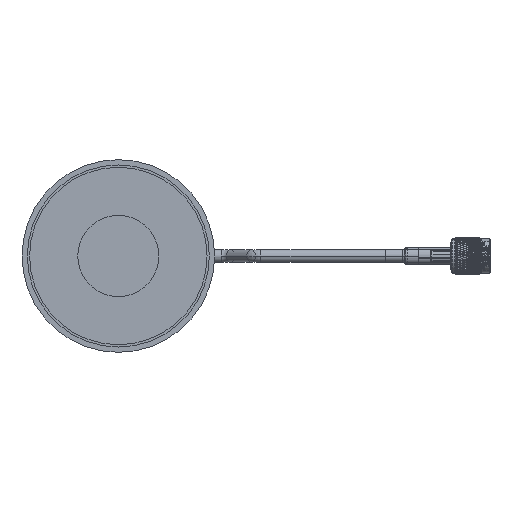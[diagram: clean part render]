
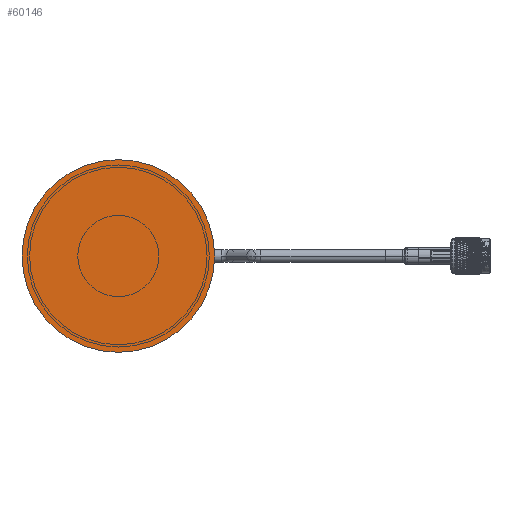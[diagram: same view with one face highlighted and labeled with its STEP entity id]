
A CAD part, front view. The second image highlights one B-rep face of the part: STEP entity #60146.
In plain terms, the highlighted planar face has unit normal (0, -1, 0).
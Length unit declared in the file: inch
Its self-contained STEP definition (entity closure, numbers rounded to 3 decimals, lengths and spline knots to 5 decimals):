
#1261 = EDGE_LOOP ( 'NONE', ( #23389, #68953 ) ) ;
#5178 = CARTESIAN_POINT ( 'NONE',  ( 0., -0.00984, -1.49606 ) ) ;
#8076 = CARTESIAN_POINT ( 'NONE',  ( 0., -0.00984, 0. ) ) ;
#14238 = DIRECTION ( 'NONE',  ( 0., 0., 1. ) ) ;
#18916 = CARTESIAN_POINT ( 'NONE',  ( 0., -0.00984, 1.49606 ) ) ;
#23389 = ORIENTED_EDGE ( 'NONE', *, *, #98493, .F. ) ;
#33352 = CIRCLE ( 'NONE', #64365, 1.49606 ) ;
#34742 = DIRECTION ( 'NONE',  ( 0., 0., -1. ) ) ;
#41381 = AXIS2_PLACEMENT_3D ( 'NONE', #107560, #89361, #14238 ) ;
#53615 = FACE_OUTER_BOUND ( 'NONE', #1261, .T. ) ;
#55260 = AXIS2_PLACEMENT_3D ( 'NONE', #8076, #117775, #34742 ) ;
#60146 = ADVANCED_FACE ( 'NONE', ( #53615 ), #90554, .F. ) ;
#60622 = DIRECTION ( 'NONE',  ( 0., 1., 0. ) ) ;
#61821 = CARTESIAN_POINT ( 'NONE',  ( 0., -0.00984, 0. ) ) ;
#64365 = AXIS2_PLACEMENT_3D ( 'NONE', #61821, #60622, #97026 ) ;
#67164 = VERTEX_POINT ( 'NONE', #5178 ) ;
#68953 = ORIENTED_EDGE ( 'NONE', *, *, #119084, .F. ) ;
#74434 = VERTEX_POINT ( 'NONE', #18916 ) ;
#89361 = DIRECTION ( 'NONE',  ( 0., 1., 0. ) ) ;
#90554 = PLANE ( 'NONE',  #41381 ) ;
#97026 = DIRECTION ( 'NONE',  ( 0., 0., -1. ) ) ;
#98493 = EDGE_CURVE ( 'NONE', #67164, #74434, #33352, .T. ) ;
#107560 = CARTESIAN_POINT ( 'NONE',  ( 0., -0.00984, 0. ) ) ;
#113314 = CIRCLE ( 'NONE', #55260, 1.49606 ) ;
#117775 = DIRECTION ( 'NONE',  ( 0., 1., 0. ) ) ;
#119084 = EDGE_CURVE ( 'NONE', #74434, #67164, #113314, .T. ) ;
